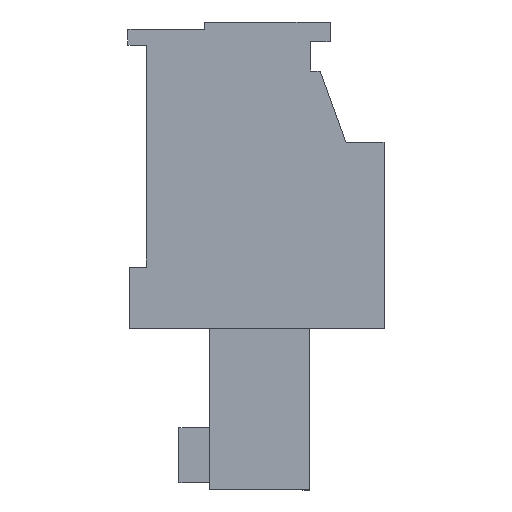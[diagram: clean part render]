
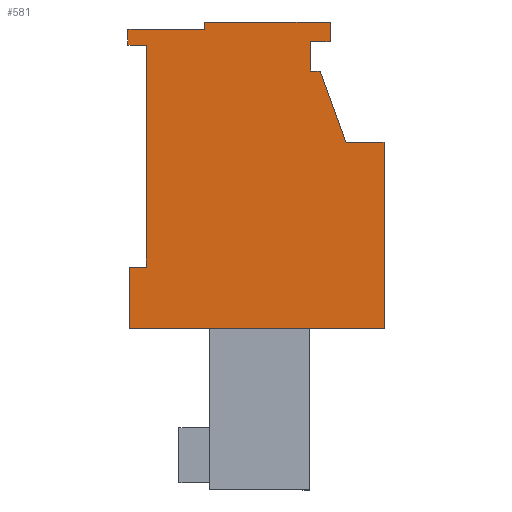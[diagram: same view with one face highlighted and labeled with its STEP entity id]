
A CAD part, left-side view. The second image highlights one B-rep face of the part: STEP entity #581.
In plain terms, the highlighted planar face has unit normal (-1, 0, 0).
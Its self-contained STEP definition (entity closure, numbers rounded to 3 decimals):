
#465=AXIS2_PLACEMENT_3D('Plane Axis2P3D',#462,#463,#464) ;
#42=CARTESIAN_POINT('Vertex',(0.,3.,18.3)) ;
#45=CARTESIAN_POINT('Line Origine',(0.,3.,17.7)) ;
#49=CARTESIAN_POINT('Vertex',(0.,3.,17.1)) ;
#76=CARTESIAN_POINT('Line Origine',(0.,2.6,18.3)) ;
#80=CARTESIAN_POINT('Vertex',(0.,2.2,18.3)) ;
#462=CARTESIAN_POINT('Axis2P3D Location',(0.,5.2,6.6)) ;
#467=CARTESIAN_POINT('Line Origine',(0.,0.,10.4)) ;
#471=CARTESIAN_POINT('Vertex',(0.,0.,14.2)) ;
#473=CARTESIAN_POINT('Vertex',(0.,0.,6.6)) ;
#476=CARTESIAN_POINT('Line Origine',(0.,0.775,14.2)) ;
#480=CARTESIAN_POINT('Vertex',(0.,1.55,14.2)) ;
#483=CARTESIAN_POINT('Line Origine',(0.,2.078,15.65)) ;
#487=CARTESIAN_POINT('Vertex',(0.,2.606,17.1)) ;
#490=CARTESIAN_POINT('Line Origine',(0.,2.803,17.1)) ;
#495=CARTESIAN_POINT('Line Origine',(0.,2.2,18.7)) ;
#499=CARTESIAN_POINT('Vertex',(0.,2.2,19.1)) ;
#502=CARTESIAN_POINT('Line Origine',(0.,4.76,19.1)) ;
#506=CARTESIAN_POINT('Vertex',(0.,7.32,19.1)) ;
#509=CARTESIAN_POINT('Line Origine',(0.,7.32,18.95)) ;
#513=CARTESIAN_POINT('Vertex',(0.,7.32,18.8)) ;
#516=CARTESIAN_POINT('Line Origine',(0.,8.885,18.8)) ;
#520=CARTESIAN_POINT('Vertex',(0.,10.45,18.8)) ;
#523=CARTESIAN_POINT('Line Origine',(0.,10.45,18.475)) ;
#527=CARTESIAN_POINT('Vertex',(0.,10.45,18.15)) ;
#530=CARTESIAN_POINT('Line Origine',(0.,10.075,18.15)) ;
#534=CARTESIAN_POINT('Vertex',(0.,9.7,18.15)) ;
#537=CARTESIAN_POINT('Line Origine',(0.,9.7,13.625)) ;
#541=CARTESIAN_POINT('Vertex',(0.,9.7,9.1)) ;
#544=CARTESIAN_POINT('Line Origine',(0.,10.05,9.1)) ;
#548=CARTESIAN_POINT('Vertex',(0.,10.4,9.1)) ;
#551=CARTESIAN_POINT('Line Origine',(0.,10.4,7.85)) ;
#555=CARTESIAN_POINT('Vertex',(0.,10.4,6.6)) ;
#558=CARTESIAN_POINT('Line Origine',(0.,5.2,6.6)) ;
#46=DIRECTION('Vector Direction',(0.,0.,1.)) ;
#77=DIRECTION('Vector Direction',(0.,1.,0.)) ;
#463=DIRECTION('Axis2P3D Direction',(-1.,0.,0.)) ;
#464=DIRECTION('Axis2P3D XDirection',(0.,-1.,0.)) ;
#468=DIRECTION('Vector Direction',(0.,0.,-1.)) ;
#477=DIRECTION('Vector Direction',(0.,1.,0.)) ;
#484=DIRECTION('Vector Direction',(0.,0.342,0.94)) ;
#491=DIRECTION('Vector Direction',(0.,1.,0.)) ;
#496=DIRECTION('Vector Direction',(0.,0.,1.)) ;
#503=DIRECTION('Vector Direction',(0.,1.,0.)) ;
#510=DIRECTION('Vector Direction',(0.,0.,1.)) ;
#517=DIRECTION('Vector Direction',(0.,1.,0.)) ;
#524=DIRECTION('Vector Direction',(0.,0.,-1.)) ;
#531=DIRECTION('Vector Direction',(0.,-1.,0.)) ;
#538=DIRECTION('Vector Direction',(0.,0.,-1.)) ;
#545=DIRECTION('Vector Direction',(0.,-1.,0.)) ;
#552=DIRECTION('Vector Direction',(0.,0.,1.)) ;
#559=DIRECTION('Vector Direction',(0.,1.,0.)) ;
#47=VECTOR('Line Direction',#46,1.) ;
#78=VECTOR('Line Direction',#77,1.) ;
#469=VECTOR('Line Direction',#468,1.) ;
#478=VECTOR('Line Direction',#477,1.) ;
#485=VECTOR('Line Direction',#484,1.) ;
#492=VECTOR('Line Direction',#491,1.) ;
#497=VECTOR('Line Direction',#496,1.) ;
#504=VECTOR('Line Direction',#503,1.) ;
#511=VECTOR('Line Direction',#510,1.) ;
#518=VECTOR('Line Direction',#517,1.) ;
#525=VECTOR('Line Direction',#524,1.) ;
#532=VECTOR('Line Direction',#531,1.) ;
#539=VECTOR('Line Direction',#538,1.) ;
#546=VECTOR('Line Direction',#545,1.) ;
#553=VECTOR('Line Direction',#552,1.) ;
#560=VECTOR('Line Direction',#559,1.) ;
#564=ORIENTED_EDGE('',*,*,#475,.F.) ;
#565=ORIENTED_EDGE('',*,*,#482,.T.) ;
#566=ORIENTED_EDGE('',*,*,#489,.T.) ;
#567=ORIENTED_EDGE('',*,*,#494,.T.) ;
#568=ORIENTED_EDGE('',*,*,#51,.T.) ;
#569=ORIENTED_EDGE('',*,*,#82,.F.) ;
#570=ORIENTED_EDGE('',*,*,#501,.T.) ;
#571=ORIENTED_EDGE('',*,*,#508,.T.) ;
#572=ORIENTED_EDGE('',*,*,#515,.F.) ;
#573=ORIENTED_EDGE('',*,*,#522,.T.) ;
#574=ORIENTED_EDGE('',*,*,#529,.T.) ;
#575=ORIENTED_EDGE('',*,*,#536,.T.) ;
#576=ORIENTED_EDGE('',*,*,#543,.T.) ;
#577=ORIENTED_EDGE('',*,*,#550,.F.) ;
#578=ORIENTED_EDGE('',*,*,#557,.F.) ;
#579=ORIENTED_EDGE('',*,*,#562,.F.) ;
#581=ADVANCED_FACE('HOUSING',(#580),#466,.T.) ;
#51=EDGE_CURVE('',#50,#43,#48,.T.) ;
#82=EDGE_CURVE('',#81,#43,#79,.T.) ;
#475=EDGE_CURVE('',#472,#474,#470,.T.) ;
#482=EDGE_CURVE('',#472,#481,#479,.T.) ;
#489=EDGE_CURVE('',#481,#488,#486,.T.) ;
#494=EDGE_CURVE('',#488,#50,#493,.T.) ;
#501=EDGE_CURVE('',#81,#500,#498,.T.) ;
#508=EDGE_CURVE('',#500,#507,#505,.T.) ;
#515=EDGE_CURVE('',#514,#507,#512,.T.) ;
#522=EDGE_CURVE('',#514,#521,#519,.T.) ;
#529=EDGE_CURVE('',#521,#528,#526,.T.) ;
#536=EDGE_CURVE('',#528,#535,#533,.T.) ;
#543=EDGE_CURVE('',#535,#542,#540,.T.) ;
#550=EDGE_CURVE('',#549,#542,#547,.T.) ;
#557=EDGE_CURVE('',#556,#549,#554,.T.) ;
#562=EDGE_CURVE('',#474,#556,#561,.T.) ;
#563=EDGE_LOOP('',(#564,#565,#566,#567,#568,#569,#570,#571,#572,#573,#574,#575,#576,#577,#578,#579)) ;
#580=FACE_OUTER_BOUND('',#563,.T.) ;
#48=LINE('Line',#45,#47) ;
#79=LINE('Line',#76,#78) ;
#470=LINE('Line',#467,#469) ;
#479=LINE('Line',#476,#478) ;
#486=LINE('Line',#483,#485) ;
#493=LINE('Line',#490,#492) ;
#498=LINE('Line',#495,#497) ;
#505=LINE('Line',#502,#504) ;
#512=LINE('Line',#509,#511) ;
#519=LINE('Line',#516,#518) ;
#526=LINE('Line',#523,#525) ;
#533=LINE('Line',#530,#532) ;
#540=LINE('Line',#537,#539) ;
#547=LINE('Line',#544,#546) ;
#554=LINE('Line',#551,#553) ;
#561=LINE('Line',#558,#560) ;
#466=PLANE('',#465) ;
#43=VERTEX_POINT('',#42) ;
#50=VERTEX_POINT('',#49) ;
#81=VERTEX_POINT('',#80) ;
#472=VERTEX_POINT('',#471) ;
#474=VERTEX_POINT('',#473) ;
#481=VERTEX_POINT('',#480) ;
#488=VERTEX_POINT('',#487) ;
#500=VERTEX_POINT('',#499) ;
#507=VERTEX_POINT('',#506) ;
#514=VERTEX_POINT('',#513) ;
#521=VERTEX_POINT('',#520) ;
#528=VERTEX_POINT('',#527) ;
#535=VERTEX_POINT('',#534) ;
#542=VERTEX_POINT('',#541) ;
#549=VERTEX_POINT('',#548) ;
#556=VERTEX_POINT('',#555) ;
